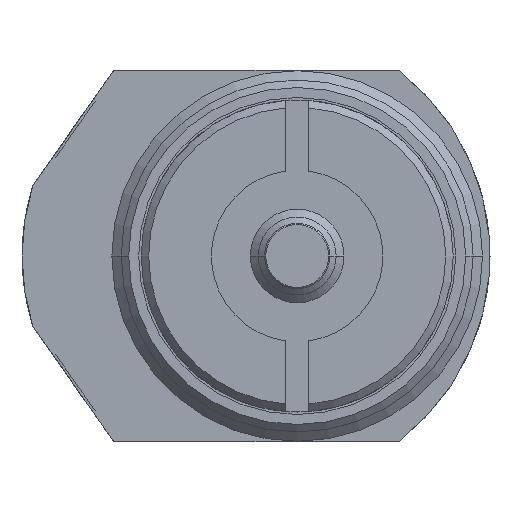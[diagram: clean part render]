
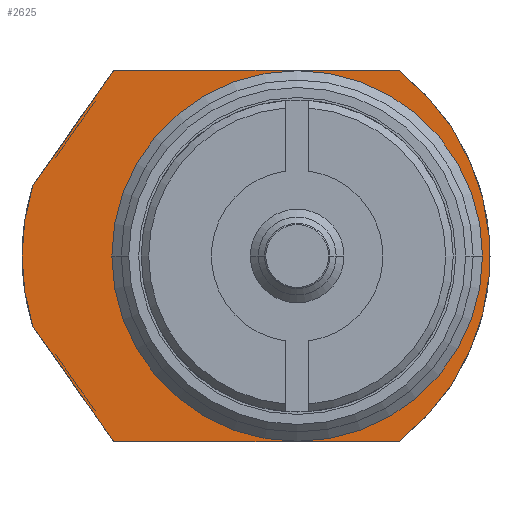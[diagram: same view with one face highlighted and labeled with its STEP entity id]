
A CAD part, left-side view. The second image highlights one B-rep face of the part: STEP entity #2625.
In plain terms, the highlighted planar face has unit normal (-1, 0, 0).
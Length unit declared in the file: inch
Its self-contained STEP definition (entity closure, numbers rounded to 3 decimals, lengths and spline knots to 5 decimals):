
#572=CARTESIAN_POINT('',(0.,-0.165,0.));
#573=DIRECTION('',(-1.,0.,0.));
#574=DIRECTION('',(0.,1.,0.));
#575=AXIS2_PLACEMENT_3D('',#572,#573,#574);
#580=CARTESIAN_POINT('',(0.,-0.165,0.));
#581=DIRECTION('',(1.,0.,0.));
#582=DIRECTION('',(0.,1.,0.));
#583=AXIS2_PLACEMENT_3D('',#580,#581,#582);
#588=DIRECTION('',(0.,1.,0.));
#589=VECTOR('',#588,1.13821);
#590=CARTESIAN_POINT('',(0.,-0.56911,-0.745));
#591=LINE('',#590,#589);
#595=CARTESIAN_POINT('',(0.,0.,0.));
#596=DIRECTION('',(1.,0.,0.));
#597=DIRECTION('',(0.,0.607,-0.795));
#598=AXIS2_PLACEMENT_3D('',#595,#596,#597);
#603=DIRECTION('',(0.,0.574,0.819));
#604=VECTOR('',#603,0.56553);
#605=CARTESIAN_POINT('',(0.,0.57,-0.74431));
#606=LINE('',#605,#604);
#610=CARTESIAN_POINT('',(0.,0.,0.));
#611=DIRECTION('',(1.,0.,0.));
#612=DIRECTION('',(0.,0.954,-0.3));
#613=AXIS2_PLACEMENT_3D('',#610,#611,#612);
#618=DIRECTION('',(0.,-0.574,0.819));
#619=VECTOR('',#618,0.56553);
#620=CARTESIAN_POINT('',(0.,0.89438,0.28106));
#621=LINE('',#620,#619);
#625=CARTESIAN_POINT('',(0.,0.,0.));
#626=DIRECTION('',(1.,0.,0.));
#627=DIRECTION('',(0.,0.608,0.794));
#628=AXIS2_PLACEMENT_3D('',#625,#626,#627);
#633=DIRECTION('',(0.,-1.,0.));
#634=VECTOR('',#633,1.13821);
#635=CARTESIAN_POINT('',(0.,0.56911,0.745));
#636=LINE('',#635,#634);
#640=CARTESIAN_POINT('',(0.,0.,0.));
#641=DIRECTION('',(1.,0.,0.));
#642=DIRECTION('',(0.,-0.607,0.795));
#643=AXIS2_PLACEMENT_3D('',#640,#641,#642);
#2050=CARTESIAN_POINT('',(0.,-0.56911,-0.745));
#2051=CARTESIAN_POINT('',(0.,0.56911,-0.745));
#2052=VERTEX_POINT('',#2050);
#2053=VERTEX_POINT('',#2051);
#2054=CARTESIAN_POINT('',(0.,0.57,-0.74431));
#2055=CARTESIAN_POINT('',(0.,0.89438,-0.28106));
#2056=VERTEX_POINT('',#2054);
#2057=VERTEX_POINT('',#2055);
#2058=CARTESIAN_POINT('',(0.,0.89438,0.28106));
#2059=CARTESIAN_POINT('',(0.,0.57,0.74431));
#2060=VERTEX_POINT('',#2058);
#2061=VERTEX_POINT('',#2059);
#2062=CARTESIAN_POINT('',(0.,0.56911,0.745));
#2063=CARTESIAN_POINT('',(0.,-0.56911,0.745));
#2064=VERTEX_POINT('',#2062);
#2065=VERTEX_POINT('',#2063);
#2089=CARTESIAN_POINT('',(0.,0.54,0.));
#2091=VERTEX_POINT('',#2089);
#2093=CARTESIAN_POINT('',(0.,-0.87,0.));
#2095=VERTEX_POINT('',#2093);
#2603=CARTESIAN_POINT('',(0.,0.,0.));
#2604=DIRECTION('',(1.,0.,0.));
#2605=DIRECTION('',(0.,0.,-1.));
#2606=AXIS2_PLACEMENT_3D('',#2603,#2604,#2605);
#2607=PLANE('',#2606);
#2608=ORIENTED_EDGE('',*,*,#2387,.T.);
#2609=ORIENTED_EDGE('',*,*,#2504,.T.);
#2611=ORIENTED_EDGE('',*,*,#2610,.T.);
#2612=ORIENTED_EDGE('',*,*,#2472,.T.);
#2613=ORIENTED_EDGE('',*,*,#2546,.T.);
#2614=ORIENTED_EDGE('',*,*,#2443,.T.);
#2615=ORIENTED_EDGE('',*,*,#2596,.T.);
#2616=ORIENTED_EDGE('',*,*,#2368,.T.);
#2617=EDGE_LOOP('',(#2608,#2609,#2611,#2612,#2613,#2614,#2615,#2616));
#2618=FACE_OUTER_BOUND('',#2617,.F.);
#2620=ORIENTED_EDGE('',*,*,#2619,.T.);
#2622=ORIENTED_EDGE('',*,*,#2621,.F.);
#2623=EDGE_LOOP('',(#2620,#2622));
#2624=FACE_BOUND('',#2623,.F.);
#2625=ADVANCED_FACE('',(#2618,#2624),#2607,.F.);
#576=CIRCLE('',#575,0.705);
#584=CIRCLE('',#583,0.705);
#599=CIRCLE('',#598,0.9375);
#614=CIRCLE('',#613,0.9375);
#629=CIRCLE('',#628,0.9375);
#644=CIRCLE('',#643,0.9375);
#2368=EDGE_CURVE('',#2065,#2052,#644,.T.);
#2387=EDGE_CURVE('',#2052,#2053,#591,.T.);
#2443=EDGE_CURVE('',#2061,#2064,#629,.T.);
#2472=EDGE_CURVE('',#2057,#2060,#614,.T.);
#2504=EDGE_CURVE('',#2053,#2056,#599,.T.);
#2546=EDGE_CURVE('',#2060,#2061,#621,.T.);
#2596=EDGE_CURVE('',#2064,#2065,#636,.T.);
#2610=EDGE_CURVE('',#2056,#2057,#606,.T.);
#2619=EDGE_CURVE('',#2091,#2095,#576,.T.);
#2621=EDGE_CURVE('',#2091,#2095,#584,.T.);
